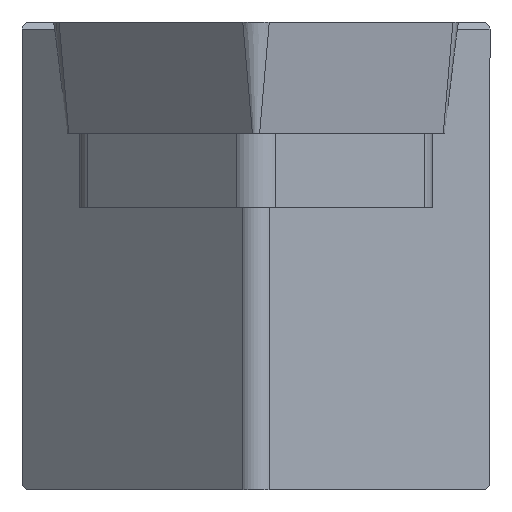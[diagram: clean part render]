
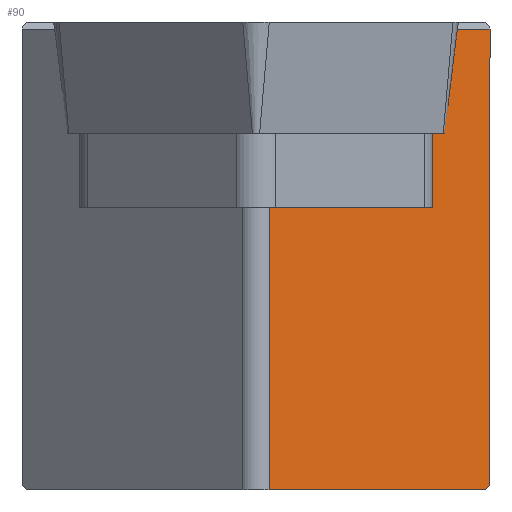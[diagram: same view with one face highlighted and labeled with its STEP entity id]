
A CAD part, left-side view. The second image highlights one B-rep face of the part: STEP entity #90.
In plain terms, the highlighted planar face has unit normal (-0.707, -0.707, 0).
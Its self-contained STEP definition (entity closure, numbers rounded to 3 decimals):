
#53=PLANE('',#767);
#90=ADVANCED_FACE('',(#135),#53,.F.);
#135=FACE_OUTER_BOUND('',#176,.T.);
#176=EDGE_LOOP('',(#422,#423,#424,#425,#426,#427,#428,#429,#430));
#208=LINE('',#1010,#291);
#212=LINE('',#1025,#295);
#223=LINE('',#1052,#306);
#224=LINE('',#1054,#307);
#228=LINE('',#1065,#311);
#233=LINE('',#1075,#316);
#234=LINE('',#1077,#317);
#235=LINE('',#1079,#318);
#236=LINE('',#1080,#319);
#291=VECTOR('',#811,1.);
#295=VECTOR('',#825,1.);
#306=VECTOR('',#850,1.);
#307=VECTOR('',#853,1.);
#311=VECTOR('',#861,1.);
#316=VECTOR('',#868,1.);
#317=VECTOR('',#869,1.);
#318=VECTOR('',#870,1.);
#319=VECTOR('',#871,1.);
#422=ORIENTED_EDGE('',*,*,#635,.F.);
#423=ORIENTED_EDGE('',*,*,#642,.T.);
#424=ORIENTED_EDGE('',*,*,#657,.T.);
#425=ORIENTED_EDGE('',*,*,#667,.F.);
#426=ORIENTED_EDGE('',*,*,#668,.F.);
#427=ORIENTED_EDGE('',*,*,#669,.F.);
#428=ORIENTED_EDGE('',*,*,#662,.F.);
#429=ORIENTED_EDGE('',*,*,#670,.F.);
#430=ORIENTED_EDGE('',*,*,#656,.F.);
#573=VERTEX_POINT('',#1009);
#574=VERTEX_POINT('',#1011);
#580=VERTEX_POINT('',#1026);
#587=VERTEX_POINT('',#1048);
#589=VERTEX_POINT('',#1055);
#593=VERTEX_POINT('',#1064);
#594=VERTEX_POINT('',#1066);
#598=VERTEX_POINT('',#1076);
#599=VERTEX_POINT('',#1078);
#635=EDGE_CURVE('',#573,#574,#208,.T.);
#642=EDGE_CURVE('',#573,#580,#212,.T.);
#656=EDGE_CURVE('',#574,#587,#223,.T.);
#657=EDGE_CURVE('',#580,#589,#224,.T.);
#662=EDGE_CURVE('',#593,#594,#228,.T.);
#667=EDGE_CURVE('',#598,#589,#233,.T.);
#668=EDGE_CURVE('',#599,#598,#234,.T.);
#669=EDGE_CURVE('',#594,#599,#235,.T.);
#670=EDGE_CURVE('',#587,#593,#236,.T.);
#767=AXIS2_PLACEMENT_3D('',#1081,#872,#873);
#811=DIRECTION('',(0.,0.,1.));
#825=DIRECTION('',(-0.707,0.707,0.));
#850=DIRECTION('',(0.707,-0.707,0.));
#853=DIRECTION('',(0.,0.,-1.));
#861=DIRECTION('',(0.707,-0.707,0.));
#868=DIRECTION('',(-0.707,0.707,0.));
#869=DIRECTION('',(-0.577,0.577,-0.577));
#870=DIRECTION('',(0.,0.,-1.));
#871=DIRECTION('',(0.086,-0.086,0.993));
#872=DIRECTION('',(0.707,0.707,0.));
#873=DIRECTION('',(-0.707,0.707,0.));
#1009=CARTESIAN_POINT('',(9.14,2.46,-7.94));
#1010=CARTESIAN_POINT('',(9.14,2.46,-4.76));
#1011=CARTESIAN_POINT('',(9.14,2.46,-4.76));
#1025=CARTESIAN_POINT('',(8.672,2.928,-7.94));
#1026=CARTESIAN_POINT('',(2.166,9.434,-7.94));
#1048=CARTESIAN_POINT('',(9.365,2.235,-4.76));
#1052=CARTESIAN_POINT('',(11.6,0.,-4.76));
#1054=CARTESIAN_POINT('',(2.166,9.434,-48.5));
#1055=CARTESIAN_POINT('',(2.166,9.434,-20.));
#1064=CARTESIAN_POINT('',(9.752,1.848,-0.3));
#1065=CARTESIAN_POINT('',(11.6,0.,-0.3));
#1066=CARTESIAN_POINT('',(11.6,0.,-0.3));
#1075=CARTESIAN_POINT('',(11.6,0.,-20.));
#1076=CARTESIAN_POINT('',(11.4,0.2,-20.));
#1077=CARTESIAN_POINT('',(2.033,9.567,-29.367));
#1078=CARTESIAN_POINT('',(11.6,0.,-19.8));
#1079=CARTESIAN_POINT('',(11.6,0.,-48.5));
#1080=CARTESIAN_POINT('',(5.657,5.943,-47.468));
#1081=CARTESIAN_POINT('',(11.6,0.,-48.5));
